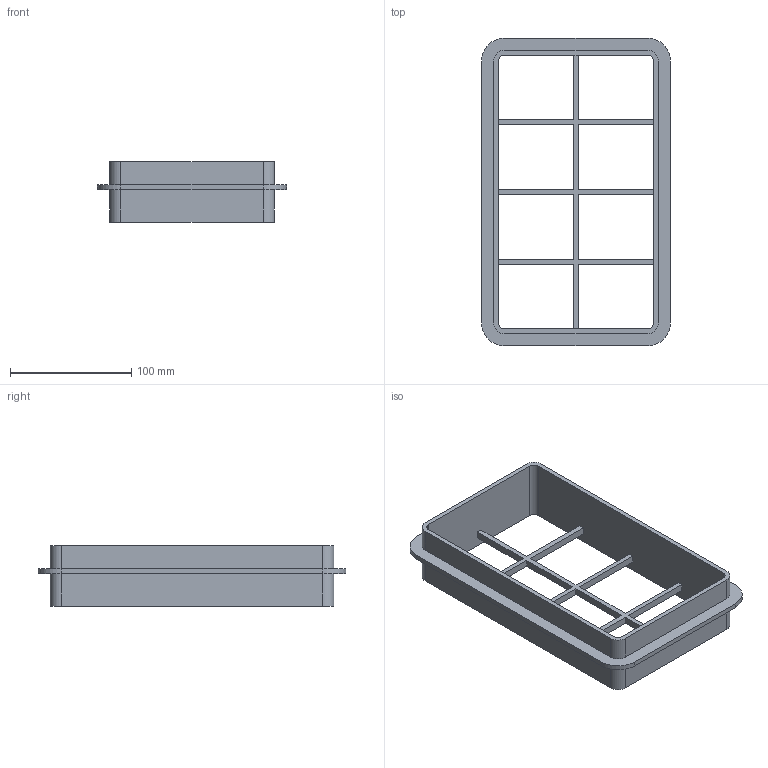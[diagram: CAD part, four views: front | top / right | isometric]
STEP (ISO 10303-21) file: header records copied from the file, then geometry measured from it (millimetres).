
FILE_DESCRIPTION(/* description */ (''),/* implementation_level */ '2;1');
FILE_NAME(/* name */ 'ADAPTER KOF6x1 D50.stp',/* time_stamp */ '2025-09-16T09:48:33+02:00',/* author */ ('se-danstr'),/* organization */ (''),/* preprocessor_version */ 'ST-DEVELOPER v19.2',/* originating_system */ 'Autodesk Inventor 2023',/* authorisation */ '');
FILE_SCHEMA (('AUTOMOTIVE_DESIGN { 1 0 10303 214 3 1 1 }'));
Length unit declared in the file: millimetre
Products named in the file (1): Default
Bounding box: 156 x 254 x 50 mm (x, y, z)
Volume: 186987 mm3; surface area: 103888.7 mm2
Topology: 1 solids, 1 shells, 58 faces, 180 edges, 120 vertices
Faces by surface type: plane 42, cylinder 16
Entity records: 2071 total; most frequent: ORIENTED_EDGE 360, CARTESIAN_POINT 359, DIRECTION 330, EDGE_CURVE 180, LINE 148, VECTOR 148, VERTEX_POINT 120, AXIS2_PLACEMENT_3D 91
